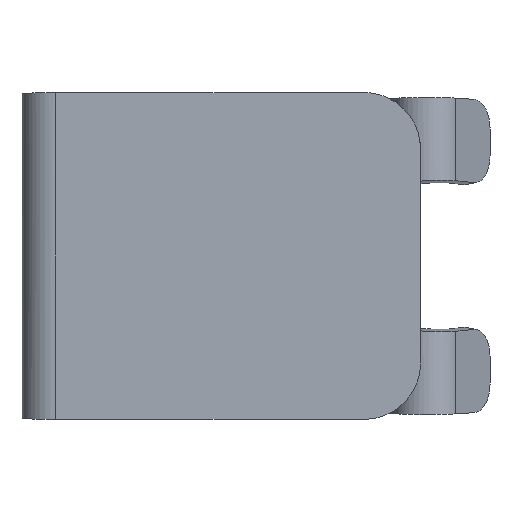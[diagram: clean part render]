
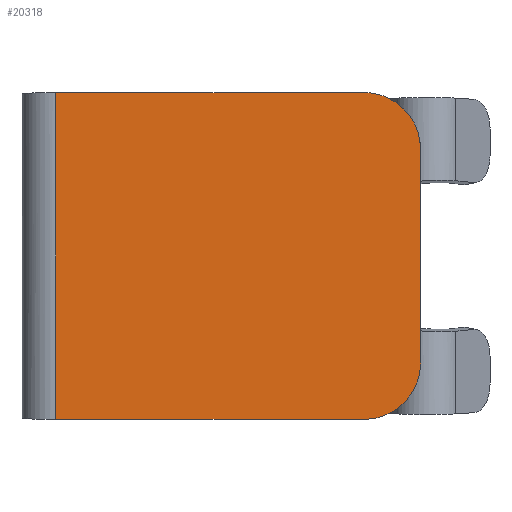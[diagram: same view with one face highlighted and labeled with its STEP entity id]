
A CAD part, front view. The second image highlights one B-rep face of the part: STEP entity #20318.
In plain terms, the highlighted planar face has unit normal (0, -1, 0).
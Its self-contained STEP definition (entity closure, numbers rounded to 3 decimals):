
#771 = CARTESIAN_POINT ( 'NONE',  ( -10., 0., 29. ) ) ;
#1234 = VERTEX_POINT ( 'NONE', #4508 ) ;
#2328 = FACE_OUTER_BOUND ( 'NONE', #22869, .T. ) ;
#2715 = CARTESIAN_POINT ( 'NONE',  ( -10., 0., -29. ) ) ;
#2867 = DIRECTION ( 'NONE',  ( 0., 0., -1. ) ) ;
#3223 = VECTOR ( 'NONE', #5783, 1000. ) ;
#3295 = CARTESIAN_POINT ( 'NONE',  ( -64.741, 0., -29. ) ) ;
#3297 = VERTEX_POINT ( 'NONE', #4046 ) ;
#3564 = ORIENTED_EDGE ( 'NONE', *, *, #14273, .F. ) ;
#3745 = VECTOR ( 'NONE', #2867, 1000. ) ;
#4046 = CARTESIAN_POINT ( 'NONE',  ( 0., 0., -18.993 ) ) ;
#4428 = CARTESIAN_POINT ( 'NONE',  ( 0., 0., 18.993 ) ) ;
#4508 = CARTESIAN_POINT ( 'NONE',  ( -64.741, 0., 29. ) ) ;
#5783 = DIRECTION ( 'NONE',  ( 0., 0., -1. ) ) ;
#5944 = DIRECTION ( 'NONE',  ( 1., 0., 0. ) ) ;
#6022 = ORIENTED_EDGE ( 'NONE', *, *, #8696, .F. ) ;
#6295 = LINE ( 'NONE', #15258, #10961 ) ;
#6429 = LINE ( 'NONE', #11842, #3745 ) ;
#7546 = LINE ( 'NONE', #16171, #3223 ) ;
#7756 = DIRECTION ( 'NONE',  ( 0., 0., 1. ) ) ;
#7912 = CARTESIAN_POINT ( 'NONE',  ( 0., 0., -18.993 ) ) ;
#8037 = CARTESIAN_POINT ( 'NONE',  ( -4.142, 0., -29. ) ) ;
#8696 = EDGE_CURVE ( 'NONE', #21551, #3297, #6429, .T. ) ;
#8831 = ORIENTED_EDGE ( 'NONE', *, *, #21089, .T. ) ;
#9670 =( BOUNDED_CURVE ( )  B_SPLINE_CURVE ( 3, ( #13289, #18836, #20496, #771 ),
 .UNSPECIFIED., .F., .F. ) 
 B_SPLINE_CURVE_WITH_KNOTS ( ( 4, 4 ),
 ( 4.712, 6.283 ),
 .UNSPECIFIED. ) 
 CURVE ( )  GEOMETRIC_REPRESENTATION_ITEM ( )  RATIONAL_B_SPLINE_CURVE ( ( 1., 0.805, 0.805, 1. ) ) 
 REPRESENTATION_ITEM ( '' )  );
#10552 = CARTESIAN_POINT ( 'NONE',  ( -10., 0., -29. ) ) ;
#10879 = EDGE_CURVE ( 'NONE', #22577, #3297, #23259, .T. ) ;
#10961 = VECTOR ( 'NONE', #5944, 1000. ) ;
#11020 = VERTEX_POINT ( 'NONE', #20306 ) ;
#11528 = CARTESIAN_POINT ( 'NONE',  ( 0., 0., 29. ) ) ;
#11842 = CARTESIAN_POINT ( 'NONE',  ( 0., 0., 29. ) ) ;
#12263 = AXIS2_PLACEMENT_3D ( 'NONE', #11528, #16842, #7756 ) ;
#12989 = CARTESIAN_POINT ( 'NONE',  ( 0., 0., -24.855 ) ) ;
#13289 = CARTESIAN_POINT ( 'NONE',  ( 0., 0., 18.993 ) ) ;
#14273 = EDGE_CURVE ( 'NONE', #1234, #11020, #6295, .T. ) ;
#14326 = VERTEX_POINT ( 'NONE', #3295 ) ;
#14369 = ORIENTED_EDGE ( 'NONE', *, *, #19254, .T. ) ;
#14664 = ORIENTED_EDGE ( 'NONE', *, *, #17794, .T. ) ;
#15258 = CARTESIAN_POINT ( 'NONE',  ( 0., 0., 29. ) ) ;
#15803 = LINE ( 'NONE', #19695, #17126 ) ;
#15923 = DIRECTION ( 'NONE',  ( 1., 0., 0. ) ) ;
#16171 = CARTESIAN_POINT ( 'NONE',  ( -64.741, 0., 29. ) ) ;
#16842 = DIRECTION ( 'NONE',  ( 0., 1., 0. ) ) ;
#17080 = PLANE ( 'NONE',  #12263 ) ;
#17126 = VECTOR ( 'NONE', #15923, 1000. ) ;
#17794 = EDGE_CURVE ( 'NONE', #21551, #11020, #9670, .T. ) ;
#18836 = CARTESIAN_POINT ( 'NONE',  ( 0., 0., 24.855 ) ) ;
#19254 = EDGE_CURVE ( 'NONE', #1234, #14326, #7546, .T. ) ;
#19695 = CARTESIAN_POINT ( 'NONE',  ( 0., 0., -29. ) ) ;
#20152 = ORIENTED_EDGE ( 'NONE', *, *, #10879, .T. ) ;
#20306 = CARTESIAN_POINT ( 'NONE',  ( -10., 0., 29. ) ) ;
#20318 = ADVANCED_FACE ( 'NONE', ( #2328 ), #17080, .F. ) ;
#20496 = CARTESIAN_POINT ( 'NONE',  ( -4.142, 0., 29. ) ) ;
#21089 = EDGE_CURVE ( 'NONE', #14326, #22577, #15803, .T. ) ;
#21551 = VERTEX_POINT ( 'NONE', #4428 ) ;
#22577 = VERTEX_POINT ( 'NONE', #10552 ) ;
#22869 = EDGE_LOOP ( 'NONE', ( #3564, #14369, #8831, #20152, #6022, #14664 ) ) ;
#23259 =( BOUNDED_CURVE ( )  B_SPLINE_CURVE ( 3, ( #2715, #8037, #12989, #7912 ),
 .UNSPECIFIED., .F., .F. ) 
 B_SPLINE_CURVE_WITH_KNOTS ( ( 4, 4 ),
 ( 3.142, 4.712 ),
 .UNSPECIFIED. ) 
 CURVE ( )  GEOMETRIC_REPRESENTATION_ITEM ( )  RATIONAL_B_SPLINE_CURVE ( ( 1., 0.805, 0.805, 1. ) ) 
 REPRESENTATION_ITEM ( '' )  );
